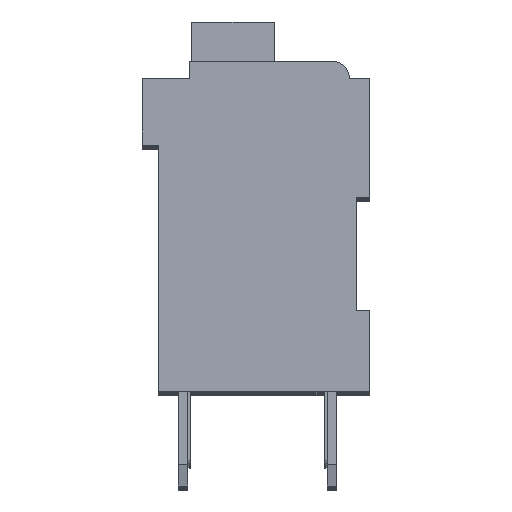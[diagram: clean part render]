
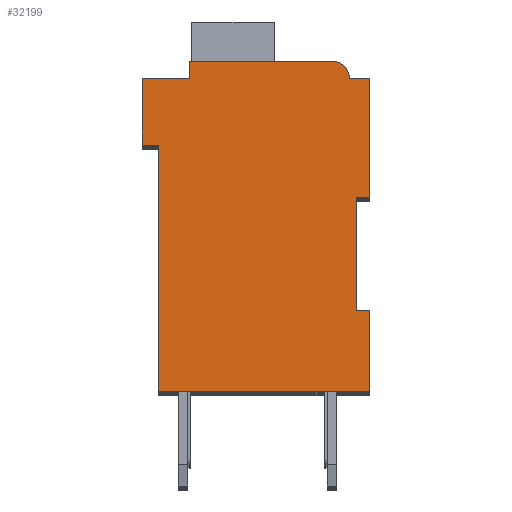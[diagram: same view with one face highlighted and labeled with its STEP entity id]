
A CAD part, top view. The second image highlights one B-rep face of the part: STEP entity #32199.
In plain terms, the highlighted planar face has unit normal (0, 0, 1).
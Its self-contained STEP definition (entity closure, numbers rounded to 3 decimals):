
#5126=DIRECTION('',(1.,0.,0.));
#5127=VECTOR('',#5126,0.5);
#5128=CARTESIAN_POINT('',(7.3,7.15,2.1));
#5129=LINE('',#5128,#5127);
#5130=DIRECTION('',(0.,1.,0.));
#5131=VECTOR('',#5130,4.15);
#5132=CARTESIAN_POINT('',(7.3,3.,2.1));
#5133=LINE('',#5132,#5131);
#5134=DIRECTION('',(-1.,0.,0.));
#5135=VECTOR('',#5134,0.5);
#5136=CARTESIAN_POINT('',(7.8,3.,2.1));
#5137=LINE('',#5136,#5135);
#5138=DIRECTION('',(0.,1.,0.));
#5139=VECTOR('',#5138,3.);
#5140=CARTESIAN_POINT('',(7.8,0.,2.1));
#5141=LINE('',#5140,#5139);
#5142=DIRECTION('',(1.,0.,0.));
#5143=VECTOR('',#5142,7.8);
#5144=CARTESIAN_POINT('',(0.,0.,2.1));
#5145=LINE('',#5144,#5143);
#5146=DIRECTION('',(0.,-1.,0.));
#5147=VECTOR('',#5146,9.1);
#5148=CARTESIAN_POINT('',(0.,9.1,2.1));
#5149=LINE('',#5148,#5147);
#5150=DIRECTION('',(1.,0.,0.));
#5151=VECTOR('',#5150,0.6);
#5152=CARTESIAN_POINT('',(-0.6,9.1,2.1));
#5153=LINE('',#5152,#5151);
#5154=DIRECTION('',(0.,-1.,0.));
#5155=VECTOR('',#5154,2.45);
#5156=CARTESIAN_POINT('',(-0.6,11.55,2.1));
#5157=LINE('',#5156,#5155);
#5158=DIRECTION('',(-1.,0.,0.));
#5159=VECTOR('',#5158,1.75);
#5160=CARTESIAN_POINT('',(1.15,11.55,2.1));
#5161=LINE('',#5160,#5159);
#5162=DIRECTION('',(0.,-1.,0.));
#5163=VECTOR('',#5162,0.65);
#5164=CARTESIAN_POINT('',(1.15,12.2,2.1));
#5165=LINE('',#5164,#5163);
#5166=DIRECTION('',(-1.,0.,0.));
#5167=VECTOR('',#5166,5.25);
#5168=CARTESIAN_POINT('',(6.4,12.2,2.1));
#5169=LINE('',#5168,#5167);
#5170=CARTESIAN_POINT('',(6.4,11.55,2.1));
#5171=DIRECTION('',(0.,0.,1.));
#5172=DIRECTION('',(1.,0.,0.));
#5173=AXIS2_PLACEMENT_3D('',#5170,#5171,#5172);
#5175=DIRECTION('',(-1.,0.,0.));
#5176=VECTOR('',#5175,0.75);
#5177=CARTESIAN_POINT('',(7.8,11.55,2.1));
#5178=LINE('',#5177,#5176);
#5179=DIRECTION('',(0.,1.,0.));
#5180=VECTOR('',#5179,4.4);
#5181=CARTESIAN_POINT('',(7.8,7.15,2.1));
#5182=LINE('',#5181,#5180);
#21279=CARTESIAN_POINT('',(7.3,7.15,2.1));
#21280=CARTESIAN_POINT('',(7.8,7.15,2.1));
#21281=VERTEX_POINT('',#21279);
#21282=VERTEX_POINT('',#21280);
#21283=CARTESIAN_POINT('',(7.8,11.55,2.1));
#21284=VERTEX_POINT('',#21283);
#21285=CARTESIAN_POINT('',(7.05,11.55,2.1));
#21286=VERTEX_POINT('',#21285);
#21287=CARTESIAN_POINT('',(6.4,12.2,2.1));
#21288=VERTEX_POINT('',#21287);
#21289=CARTESIAN_POINT('',(1.15,12.2,2.1));
#21290=VERTEX_POINT('',#21289);
#21291=CARTESIAN_POINT('',(1.15,11.55,2.1));
#21292=VERTEX_POINT('',#21291);
#21293=CARTESIAN_POINT('',(-0.6,11.55,2.1));
#21294=VERTEX_POINT('',#21293);
#21295=CARTESIAN_POINT('',(-0.6,9.1,2.1));
#21296=VERTEX_POINT('',#21295);
#21297=CARTESIAN_POINT('',(0.,9.1,2.1));
#21298=VERTEX_POINT('',#21297);
#21299=CARTESIAN_POINT('',(0.,0.,2.1));
#21300=VERTEX_POINT('',#21299);
#21301=CARTESIAN_POINT('',(7.8,0.,2.1));
#21302=VERTEX_POINT('',#21301);
#21303=CARTESIAN_POINT('',(7.8,3.,2.1));
#21304=VERTEX_POINT('',#21303);
#21305=CARTESIAN_POINT('',(7.3,3.,2.1));
#21306=VERTEX_POINT('',#21305);
#32175=CARTESIAN_POINT('',(0.,0.,2.1));
#32176=DIRECTION('',(0.,0.,1.));
#32177=DIRECTION('',(1.,0.,0.));
#32178=AXIS2_PLACEMENT_3D('',#32175,#32176,#32177);
#32179=PLANE('',#32178);
#32180=ORIENTED_EDGE('',*,*,#27976,.F.);
#32181=ORIENTED_EDGE('',*,*,#29028,.F.);
#32183=ORIENTED_EDGE('',*,*,#32182,.F.);
#32185=ORIENTED_EDGE('',*,*,#32184,.F.);
#32187=ORIENTED_EDGE('',*,*,#32186,.F.);
#32188=ORIENTED_EDGE('',*,*,#29400,.F.);
#32189=ORIENTED_EDGE('',*,*,#29608,.F.);
#32190=ORIENTED_EDGE('',*,*,#29987,.F.);
#32191=ORIENTED_EDGE('',*,*,#30371,.F.);
#32192=ORIENTED_EDGE('',*,*,#30440,.F.);
#32193=ORIENTED_EDGE('',*,*,#30987,.F.);
#32194=ORIENTED_EDGE('',*,*,#31823,.F.);
#32195=ORIENTED_EDGE('',*,*,#31615,.F.);
#32196=ORIENTED_EDGE('',*,*,#28544,.F.);
#32197=EDGE_LOOP('',(#32180,#32181,#32183,#32185,#32187,#32188,#32189,#32190,
#32191,#32192,#32193,#32194,#32195,#32196));
#32198=FACE_OUTER_BOUND('',#32197,.F.);
#5174=CIRCLE('',#5173,0.65);
#27976=EDGE_CURVE('',#21281,#21282,#5129,.T.);
#28544=EDGE_CURVE('',#21282,#21284,#5182,.T.);
#29028=EDGE_CURVE('',#21306,#21281,#5133,.T.);
#29400=EDGE_CURVE('',#21298,#21300,#5149,.T.);
#29608=EDGE_CURVE('',#21296,#21298,#5153,.T.);
#29987=EDGE_CURVE('',#21294,#21296,#5157,.T.);
#30371=EDGE_CURVE('',#21292,#21294,#5161,.T.);
#30440=EDGE_CURVE('',#21290,#21292,#5165,.T.);
#30987=EDGE_CURVE('',#21288,#21290,#5169,.T.);
#31615=EDGE_CURVE('',#21284,#21286,#5178,.T.);
#31823=EDGE_CURVE('',#21286,#21288,#5174,.T.);
#32182=EDGE_CURVE('',#21304,#21306,#5137,.T.);
#32184=EDGE_CURVE('',#21302,#21304,#5141,.T.);
#32186=EDGE_CURVE('',#21300,#21302,#5145,.T.);
#32199=ADVANCED_FACE('',(#32198),#32179,.T.);
